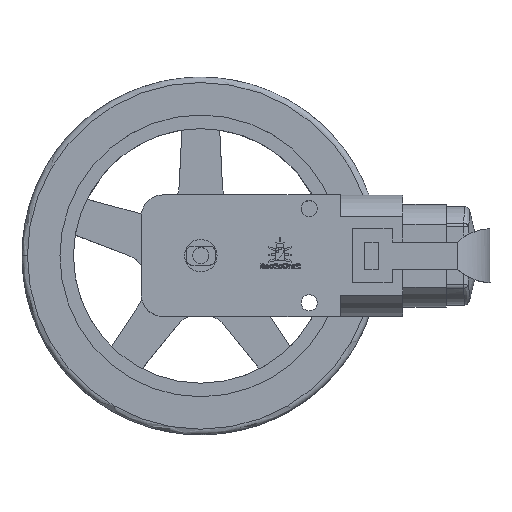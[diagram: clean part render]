
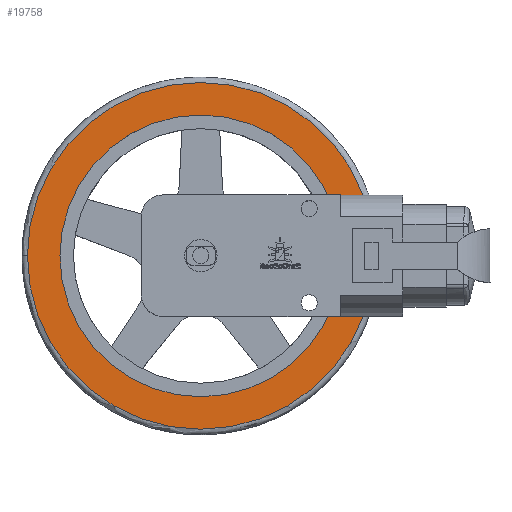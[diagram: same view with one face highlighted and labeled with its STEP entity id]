
A CAD part, top view. The second image highlights one B-rep face of the part: STEP entity #19758.
In plain terms, the highlighted face is planar.
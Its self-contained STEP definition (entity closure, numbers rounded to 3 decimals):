
#420 = CARTESIAN_POINT ( 'NONE',  ( 0., 0., 0. ) ) ;
#1338 = CIRCLE ( 'NONE', #12130, 26. ) ;
#3504 = DIRECTION ( 'NONE',  ( 1., 0., 0. ) ) ;
#3982 = ORIENTED_EDGE ( 'NONE', *, *, #39404, .F. ) ;
#4795 = ORIENTED_EDGE ( 'NONE', *, *, #31457, .T. ) ;
#5469 = CIRCLE ( 'NONE', #12561, 26. ) ;
#7421 = EDGE_LOOP ( 'NONE', ( #35629, #4795 ) ) ;
#8102 = DIRECTION ( 'NONE',  ( 0., 0., -1. ) ) ;
#9530 = CARTESIAN_POINT ( 'NONE',  ( 0., 0., 0. ) ) ;
#11772 = CIRCLE ( 'NONE', #18656, 32. ) ;
#12130 = AXIS2_PLACEMENT_3D ( 'NONE', #26457, #8102, #29556 ) ;
#12561 = AXIS2_PLACEMENT_3D ( 'NONE', #9530, #30964, #12628 ) ;
#12628 = DIRECTION ( 'NONE',  ( -1., 0., 0. ) ) ;
#12650 = EDGE_CURVE ( 'NONE', #14060, #20880, #1338, .T. ) ;
#12998 = VERTEX_POINT ( 'NONE', #38149 ) ;
#14060 = VERTEX_POINT ( 'NONE', #27212 ) ;
#14373 = CARTESIAN_POINT ( 'NONE',  ( 26., 0., 0. ) ) ;
#15426 = DIRECTION ( 'NONE',  ( 0., 0., -1. ) ) ;
#17309 = CARTESIAN_POINT ( 'NONE',  ( -32., 0., 0. ) ) ;
#18656 = AXIS2_PLACEMENT_3D ( 'NONE', #420, #21841, #3504 ) ;
#19758 = ADVANCED_FACE ( 'NONE', ( #28471, #35636 ), #34245, .F. ) ;
#20880 = VERTEX_POINT ( 'NONE', #14373 ) ;
#20989 = EDGE_CURVE ( 'NONE', #12998, #34668, #34637, .T. ) ;
#21841 = DIRECTION ( 'NONE',  ( 0., 0., -1. ) ) ;
#22677 = ORIENTED_EDGE ( 'NONE', *, *, #12650, .F. ) ;
#26053 = EDGE_LOOP ( 'NONE', ( #22677, #3982 ) ) ;
#26457 = CARTESIAN_POINT ( 'NONE',  ( 0., 0., 0. ) ) ;
#27212 = CARTESIAN_POINT ( 'NONE',  ( -26., 0., 0. ) ) ;
#27839 = DIRECTION ( 'NONE',  ( 0., 0., 1. ) ) ;
#28471 = FACE_OUTER_BOUND ( 'NONE', #7421, .T. ) ;
#29556 = DIRECTION ( 'NONE',  ( -1., 0., 0. ) ) ;
#30964 = DIRECTION ( 'NONE',  ( 0., 0., -1. ) ) ;
#31173 = CARTESIAN_POINT ( 'NONE',  ( 0., 0., 0. ) ) ;
#31457 = EDGE_CURVE ( 'NONE', #34668, #12998, #11772, .T. ) ;
#32796 = AXIS2_PLACEMENT_3D ( 'NONE', #31173, #27839, #37310 ) ;
#33747 = CARTESIAN_POINT ( 'NONE',  ( 0., 0., 0. ) ) ;
#34245 = PLANE ( 'NONE',  #32796 ) ;
#34637 = CIRCLE ( 'NONE', #36806, 32. ) ;
#34668 = VERTEX_POINT ( 'NONE', #17309 ) ;
#35629 = ORIENTED_EDGE ( 'NONE', *, *, #20989, .T. ) ;
#35636 = FACE_BOUND ( 'NONE', #26053, .T. ) ;
#36806 = AXIS2_PLACEMENT_3D ( 'NONE', #33747, #15426, #36812 ) ;
#36812 = DIRECTION ( 'NONE',  ( 1., 0., 0. ) ) ;
#37310 = DIRECTION ( 'NONE',  ( 1., 0., 0. ) ) ;
#38149 = CARTESIAN_POINT ( 'NONE',  ( 32., 0., 0. ) ) ;
#39404 = EDGE_CURVE ( 'NONE', #20880, #14060, #5469, .T. ) ;
